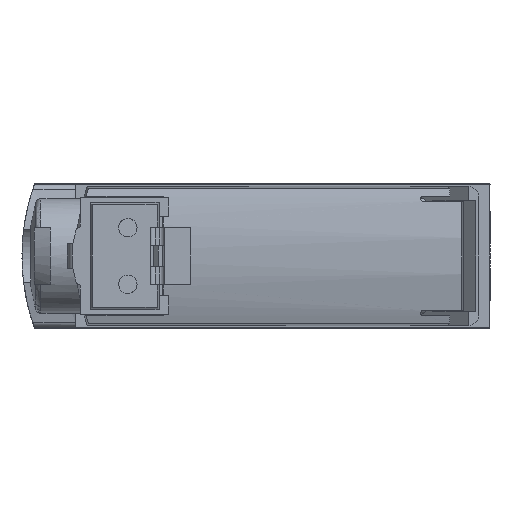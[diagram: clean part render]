
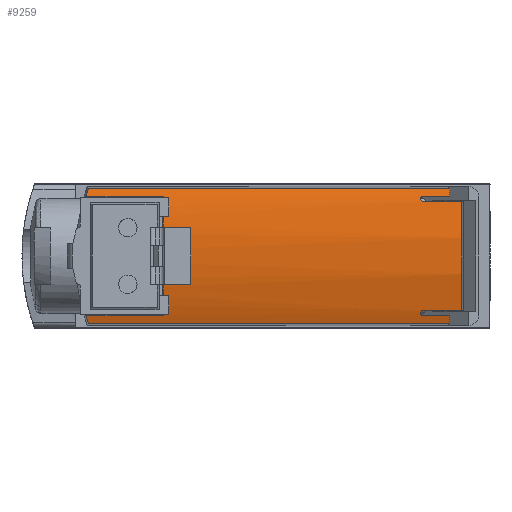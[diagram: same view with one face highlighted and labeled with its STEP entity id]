
A CAD part, left-side view. The second image highlights one B-rep face of the part: STEP entity #9259.
In plain terms, the highlighted cylindrical face has radius 15 mm (diameter 30 mm), a partial arc.
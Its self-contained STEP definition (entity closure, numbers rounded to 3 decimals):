
#588=CIRCLE('',#12013,15.);
#1121=LINE('',#16482,#2100);
#1122=LINE('',#16487,#2101);
#1123=LINE('',#16491,#2102);
#1124=LINE('',#16498,#2103);
#1125=LINE('',#16502,#2104);
#1126=LINE('',#16510,#2105);
#1127=LINE('',#16514,#2106);
#1128=LINE('',#16522,#2107);
#1129=LINE('',#16526,#2108);
#1130=LINE('',#16533,#2109);
#2100=VECTOR('',#13695,1000.);
#2101=VECTOR('',#13698,1000.);
#2102=VECTOR('',#13701,1000.);
#2103=VECTOR('',#13702,1000.);
#2104=VECTOR('',#13705,1000.);
#2105=VECTOR('',#13706,1000.);
#2106=VECTOR('',#13709,1000.);
#2107=VECTOR('',#13710,1000.);
#2108=VECTOR('',#13713,1000.);
#2109=VECTOR('',#13714,1000.);
#2659=B_SPLINE_CURVE_WITH_KNOTS('',3,(#16493,#16494,#16495,#16496),
 .UNSPECIFIED.,.F.,.F.,(4,4),(0.009,0.01),
 .UNSPECIFIED.);
#2660=B_SPLINE_CURVE_WITH_KNOTS('',3,(#16504,#16505,#16506,#16507,#16508),
 .UNSPECIFIED.,.F.,.F.,(4,1,4),(0.,0.,0.001),
 .UNSPECIFIED.);
#2661=B_SPLINE_CURVE_WITH_KNOTS('',3,(#16516,#16517,#16518,#16519,#16520),
 .UNSPECIFIED.,.F.,.F.,(4,1,4),(0.,0.,0.001),
 .UNSPECIFIED.);
#2662=B_SPLINE_CURVE_WITH_KNOTS('',3,(#16528,#16529,#16530,#16531),
 .UNSPECIFIED.,.F.,.F.,(4,4),(0.,0.001),
 .UNSPECIFIED.);
#3936=ORIENTED_EDGE('',*,*,#6031,.F.);
#3937=ORIENTED_EDGE('',*,*,#6032,.F.);
#3938=ORIENTED_EDGE('',*,*,#6033,.F.);
#3939=ORIENTED_EDGE('',*,*,#6034,.T.);
#3940=ORIENTED_EDGE('',*,*,#6035,.T.);
#3941=ORIENTED_EDGE('',*,*,#6036,.T.);
#3942=ORIENTED_EDGE('',*,*,#6037,.T.);
#3943=ORIENTED_EDGE('',*,*,#6038,.T.);
#3944=ORIENTED_EDGE('',*,*,#6039,.F.);
#3945=ORIENTED_EDGE('',*,*,#6040,.F.);
#3946=ORIENTED_EDGE('',*,*,#6041,.F.);
#3947=ORIENTED_EDGE('',*,*,#6042,.F.);
#3948=ORIENTED_EDGE('',*,*,#6043,.F.);
#3949=ORIENTED_EDGE('',*,*,#6044,.F.);
#3950=ORIENTED_EDGE('',*,*,#6045,.F.);
#3951=ORIENTED_EDGE('',*,*,#6046,.F.);
#3952=ORIENTED_EDGE('',*,*,#6047,.F.);
#3953=ORIENTED_EDGE('',*,*,#6048,.T.);
#3954=ORIENTED_EDGE('',*,*,#6049,.T.);
#3955=ORIENTED_EDGE('',*,*,#6050,.T.);
#6031=EDGE_CURVE('',#7179,#7180,#1121,.F.);
#6032=EDGE_CURVE('',#7181,#7179,#588,.T.);
#6033=EDGE_CURVE('',#7182,#7181,#1122,.T.);
#6034=EDGE_CURVE('',#7182,#7183,#7652,.F.);
#6035=EDGE_CURVE('',#7183,#7184,#1123,.F.);
#6036=EDGE_CURVE('',#7184,#7185,#2659,.T.);
#6037=EDGE_CURVE('',#7185,#7186,#1124,.T.);
#6038=EDGE_CURVE('',#7186,#7187,#7653,.F.);
#6039=EDGE_CURVE('',#7188,#7187,#1125,.T.);
#6040=EDGE_CURVE('',#7189,#7188,#2660,.T.);
#6041=EDGE_CURVE('',#7190,#7189,#1126,.F.);
#6042=EDGE_CURVE('',#7191,#7190,#7654,.F.);
#6043=EDGE_CURVE('',#7192,#7191,#1127,.T.);
#6044=EDGE_CURVE('',#7193,#7192,#2661,.T.);
#6045=EDGE_CURVE('',#7194,#7193,#1128,.F.);
#6046=EDGE_CURVE('',#7195,#7194,#7655,.F.);
#6047=EDGE_CURVE('',#7196,#7195,#1129,.T.);
#6048=EDGE_CURVE('',#7196,#7197,#2662,.T.);
#6049=EDGE_CURVE('',#7197,#7198,#1130,.T.);
#6050=EDGE_CURVE('',#7198,#7180,#7656,.F.);
#7179=VERTEX_POINT('',#16483);
#7180=VERTEX_POINT('',#16484);
#7181=VERTEX_POINT('',#16486);
#7182=VERTEX_POINT('',#16488);
#7183=VERTEX_POINT('',#16490);
#7184=VERTEX_POINT('',#16492);
#7185=VERTEX_POINT('',#16497);
#7186=VERTEX_POINT('',#16499);
#7187=VERTEX_POINT('',#16501);
#7188=VERTEX_POINT('',#16503);
#7189=VERTEX_POINT('',#16509);
#7190=VERTEX_POINT('',#16511);
#7191=VERTEX_POINT('',#16513);
#7192=VERTEX_POINT('',#16515);
#7193=VERTEX_POINT('',#16521);
#7194=VERTEX_POINT('',#16523);
#7195=VERTEX_POINT('',#16525);
#7196=VERTEX_POINT('',#16527);
#7197=VERTEX_POINT('',#16532);
#7198=VERTEX_POINT('',#16534);
#7652=ELLIPSE('',#12014,15.002,15.);
#7653=ELLIPSE('',#12015,15.002,15.);
#7654=ELLIPSE('',#12016,15.009,15.);
#7655=ELLIPSE('',#12017,15.002,15.);
#7656=ELLIPSE('',#12018,15.002,15.);
#7998=EDGE_LOOP('',(#3936,#3937,#3938,#3939,#3940,#3941,#3942,#3943,#3944,
#3945,#3946,#3947,#3948,#3949,#3950,#3951,#3952,#3953,#3954,#3955));
#8601=FACE_BOUND('',#7998,.T.);
#8949=CYLINDRICAL_SURFACE('',#12012,15.);
#9259=ADVANCED_FACE('',(#8601),#8949,.T.);
#12012=AXIS2_PLACEMENT_3D('',#16481,#13693,#13694);
#12013=AXIS2_PLACEMENT_3D('',#16485,#13696,#13697);
#12014=AXIS2_PLACEMENT_3D('',#16489,#13699,#13700);
#12015=AXIS2_PLACEMENT_3D('',#16500,#13703,#13704);
#12016=AXIS2_PLACEMENT_3D('',#16512,#13707,#13708);
#12017=AXIS2_PLACEMENT_3D('',#16524,#13711,#13712);
#12018=AXIS2_PLACEMENT_3D('',#16535,#13715,#13716);
#13693=DIRECTION('',(0.,-1.,0.));
#13694=DIRECTION('',(0.,0.,-1.));
#13695=DIRECTION('',(0.,-1.,0.));
#13696=DIRECTION('',(0.,1.,0.));
#13697=DIRECTION('',(0.,0.,1.));
#13698=DIRECTION('',(0.,-1.,0.));
#13699=DIRECTION('',(-0.017,1.,0.));
#13700=DIRECTION('',(-1.,-0.017,0.));
#13701=DIRECTION('',(0.,-1.,0.));
#13702=DIRECTION('',(0.,-1.,0.));
#13703=DIRECTION('',(-0.017,-1.,0.));
#13704=DIRECTION('',(1.,-0.017,0.));
#13705=DIRECTION('',(0.,-1.,0.));
#13706=DIRECTION('',(0.,-1.,0.));
#13707=DIRECTION('',(-0.035,0.999,0.));
#13708=DIRECTION('',(-0.999,-0.035,0.));
#13709=DIRECTION('',(0.,-1.,0.));
#13710=DIRECTION('',(0.,-1.,0.));
#13711=DIRECTION('',(0.017,1.,0.));
#13712=DIRECTION('',(1.,-0.017,0.));
#13713=DIRECTION('',(0.,-1.,0.));
#13714=DIRECTION('',(0.,-1.,0.));
#13715=DIRECTION('',(-0.017,1.,0.));
#13716=DIRECTION('',(-1.,-0.017,0.));
#16481=CARTESIAN_POINT('',(-15.,30.,0.));
#16482=CARTESIAN_POINT('',(-0.075,30.,-1.5));
#16483=CARTESIAN_POINT('',(-0.075,20.604,-1.5));
#16484=CARTESIAN_POINT('',(-0.075,21.106,-1.5));
#16485=CARTESIAN_POINT('',(-15.,20.604,0.));
#16486=CARTESIAN_POINT('',(-0.075,20.604,1.5));
#16487=CARTESIAN_POINT('',(-0.075,30.,1.5));
#16488=CARTESIAN_POINT('',(-0.075,21.106,1.5));
#16489=CARTESIAN_POINT('',(-15.,20.845,0.));
#16490=CARTESIAN_POINT('',(-0.603,21.096,4.21));
#16491=CARTESIAN_POINT('',(-0.603,30.,4.21));
#16492=CARTESIAN_POINT('',(-0.603,26.584,4.21));
#16493=CARTESIAN_POINT('',(-0.603,26.584,4.21));
#16494=CARTESIAN_POINT('',(-0.659,26.528,4.403));
#16495=CARTESIAN_POINT('',(-0.72,26.469,4.595));
#16496=CARTESIAN_POINT('',(-0.783,26.406,4.784));
#16497=CARTESIAN_POINT('',(-0.783,26.406,4.784));
#16498=CARTESIAN_POINT('',(-0.783,30.,4.784));
#16499=CARTESIAN_POINT('',(-0.783,0.864,4.784));
#16500=CARTESIAN_POINT('',(-15.,1.112,0.));
#16501=CARTESIAN_POINT('',(-0.609,0.861,4.23));
#16502=CARTESIAN_POINT('',(-0.609,30.,4.23));
#16503=CARTESIAN_POINT('',(-0.609,2.722,4.23));
#16504=CARTESIAN_POINT('',(-0.503,2.722,3.851));
#16505=CARTESIAN_POINT('',(-0.503,2.824,3.851));
#16506=CARTESIAN_POINT('',(-0.553,2.999,4.041));
#16507=CARTESIAN_POINT('',(-0.609,2.824,4.23));
#16508=CARTESIAN_POINT('',(-0.609,2.722,4.23));
#16509=CARTESIAN_POINT('',(-0.503,2.722,3.851));
#16510=CARTESIAN_POINT('',(-0.503,30.,3.851));
#16511=CARTESIAN_POINT('',(-0.503,-0.018,3.851));
#16512=CARTESIAN_POINT('',(-15.,-0.524,0.));
#16513=CARTESIAN_POINT('',(-0.503,-0.018,-3.851));
#16514=CARTESIAN_POINT('',(-0.503,30.,-3.851));
#16515=CARTESIAN_POINT('',(-0.503,2.722,-3.851));
#16516=CARTESIAN_POINT('',(-0.609,2.722,-4.23));
#16517=CARTESIAN_POINT('',(-0.609,2.824,-4.23));
#16518=CARTESIAN_POINT('',(-0.553,2.999,-4.041));
#16519=CARTESIAN_POINT('',(-0.503,2.824,-3.851));
#16520=CARTESIAN_POINT('',(-0.503,2.722,-3.851));
#16521=CARTESIAN_POINT('',(-0.609,2.722,-4.23));
#16522=CARTESIAN_POINT('',(-0.609,30.,-4.23));
#16523=CARTESIAN_POINT('',(-0.609,0.861,-4.23));
#16524=CARTESIAN_POINT('',(-15.,1.112,0.));
#16525=CARTESIAN_POINT('',(-0.783,0.864,-4.784));
#16526=CARTESIAN_POINT('',(-0.783,30.,-4.784));
#16527=CARTESIAN_POINT('',(-0.783,26.406,-4.784));
#16528=CARTESIAN_POINT('',(-0.783,26.406,-4.784));
#16529=CARTESIAN_POINT('',(-0.719,26.469,-4.594));
#16530=CARTESIAN_POINT('',(-0.659,26.528,-4.403));
#16531=CARTESIAN_POINT('',(-0.603,26.584,-4.21));
#16532=CARTESIAN_POINT('',(-0.603,26.584,-4.21));
#16533=CARTESIAN_POINT('',(-0.603,30.,-4.21));
#16534=CARTESIAN_POINT('',(-0.603,21.096,-4.21));
#16535=CARTESIAN_POINT('',(-15.,20.845,0.));
